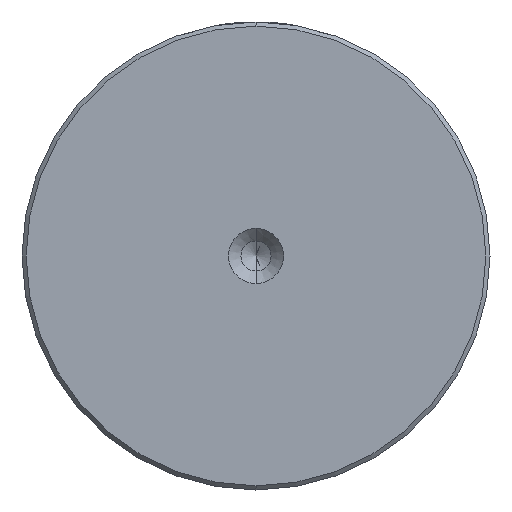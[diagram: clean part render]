
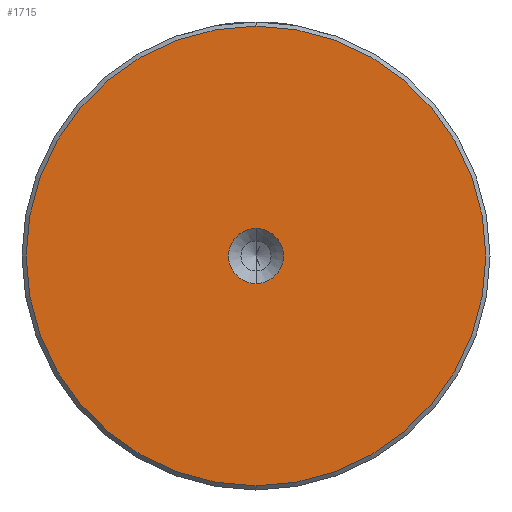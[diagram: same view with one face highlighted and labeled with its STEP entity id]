
A CAD part, left-side view. The second image highlights one B-rep face of the part: STEP entity #1715.
In plain terms, the highlighted planar face has unit normal (-1, 0, 0).
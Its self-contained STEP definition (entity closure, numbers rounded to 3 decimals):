
#71 = EDGE_LOOP ( 'NONE', ( #852, #938 ) ) ;
#73 = DIRECTION ( 'NONE',  ( 0., 0., 1. ) ) ;
#178 = EDGE_CURVE ( 'NONE', #2423, #2266, #2377, .T. ) ;
#262 = FACE_BOUND ( 'NONE', #71, .T. ) ;
#312 = AXIS2_PLACEMENT_3D ( 'NONE', #871, #856, #495 ) ;
#386 = CARTESIAN_POINT ( 'NONE',  ( 0., 0., 0. ) ) ;
#468 = CARTESIAN_POINT ( 'NONE',  ( 0., 0., 3.3 ) ) ;
#495 = DIRECTION ( 'NONE',  ( 0., 0., 1. ) ) ;
#606 = VERTEX_POINT ( 'NONE', #1563 ) ;
#637 = CARTESIAN_POINT ( 'NONE',  ( 0., 0., -27.5 ) ) ;
#649 = EDGE_LOOP ( 'NONE', ( #1364, #1534 ) ) ;
#729 = CIRCLE ( 'NONE', #312, 27.5 ) ;
#775 = AXIS2_PLACEMENT_3D ( 'NONE', #1312, #1302, #1292 ) ;
#776 = FACE_OUTER_BOUND ( 'NONE', #649, .T. ) ;
#824 = CARTESIAN_POINT ( 'NONE',  ( 0., 0., 0. ) ) ;
#852 = ORIENTED_EDGE ( 'NONE', *, *, #178, .F. ) ;
#856 = DIRECTION ( 'NONE',  ( -1., 0., 0. ) ) ;
#871 = CARTESIAN_POINT ( 'NONE',  ( 0., 0., 0. ) ) ;
#938 = ORIENTED_EDGE ( 'NONE', *, *, #1073, .F. ) ;
#956 = EDGE_CURVE ( 'NONE', #606, #2085, #729, .T. ) ;
#1014 = DIRECTION ( 'NONE',  ( 0., 0., 1. ) ) ;
#1073 = EDGE_CURVE ( 'NONE', #2266, #2423, #1117, .T. ) ;
#1076 = CARTESIAN_POINT ( 'NONE',  ( 0., 0., -3.3 ) ) ;
#1117 = CIRCLE ( 'NONE', #1200, 3.3 ) ;
#1200 = AXIS2_PLACEMENT_3D ( 'NONE', #824, #2180, #1014 ) ;
#1242 = DIRECTION ( 'NONE',  ( -1., 0., 0. ) ) ;
#1292 = DIRECTION ( 'NONE',  ( 0., 0., 1. ) ) ;
#1294 = CIRCLE ( 'NONE', #1395, 27.5 ) ;
#1302 = DIRECTION ( 'NONE',  ( -1., 0., 0. ) ) ;
#1312 = CARTESIAN_POINT ( 'NONE',  ( 0., 0., 0. ) ) ;
#1364 = ORIENTED_EDGE ( 'NONE', *, *, #1512, .T. ) ;
#1395 = AXIS2_PLACEMENT_3D ( 'NONE', #2382, #1242, #73 ) ;
#1512 = EDGE_CURVE ( 'NONE', #2085, #606, #1294, .T. ) ;
#1534 = ORIENTED_EDGE ( 'NONE', *, *, #956, .T. ) ;
#1563 = CARTESIAN_POINT ( 'NONE',  ( 0., 0., 27.5 ) ) ;
#1715 = ADVANCED_FACE ( 'NONE', ( #776, #262 ), #1903, .T. ) ;
#1903 = PLANE ( 'NONE',  #1990 ) ;
#1990 = AXIS2_PLACEMENT_3D ( 'NONE', #386, #2458, #2100 ) ;
#2085 = VERTEX_POINT ( 'NONE', #637 ) ;
#2100 = DIRECTION ( 'NONE',  ( 0., 0., 1. ) ) ;
#2180 = DIRECTION ( 'NONE',  ( -1., 0., 0. ) ) ;
#2266 = VERTEX_POINT ( 'NONE', #1076 ) ;
#2377 = CIRCLE ( 'NONE', #775, 3.3 ) ;
#2382 = CARTESIAN_POINT ( 'NONE',  ( 0., 0., 0. ) ) ;
#2423 = VERTEX_POINT ( 'NONE', #468 ) ;
#2458 = DIRECTION ( 'NONE',  ( -1., 0., 0. ) ) ;
